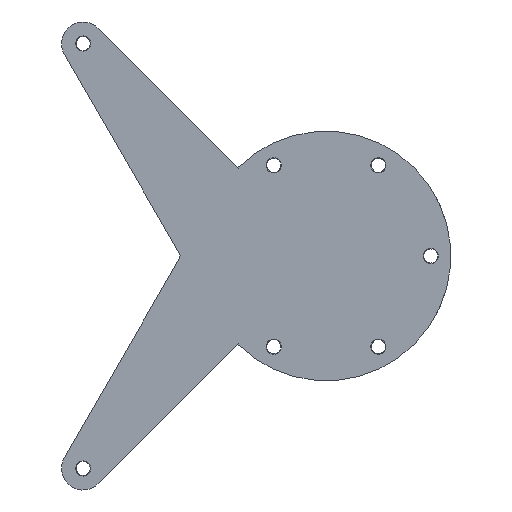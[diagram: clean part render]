
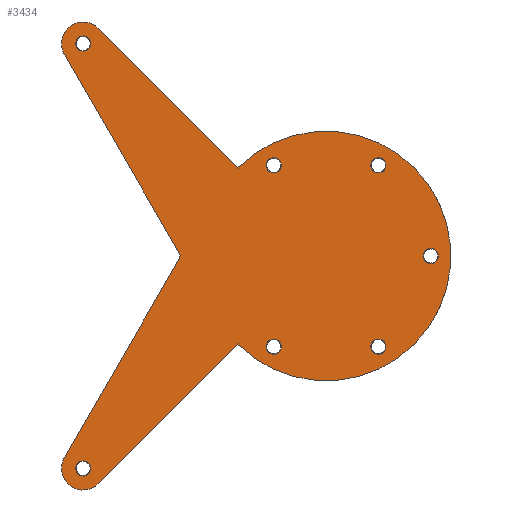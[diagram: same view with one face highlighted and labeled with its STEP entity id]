
A CAD part, front view. The second image highlights one B-rep face of the part: STEP entity #3434.
In plain terms, the highlighted planar face has unit normal (0, -1, 0).
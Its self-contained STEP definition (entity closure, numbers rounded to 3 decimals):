
#74=CARTESIAN_POINT('',(48.579,-4.132,0.));
#75=VERTEX_POINT('',#74);
#85=CARTESIAN_POINT('',(54.179,-4.132,0.));
#86=VERTEX_POINT('',#85);
#87=CARTESIAN_POINT('',(51.379,-4.132,0.0));
#88=DIRECTION('',(0.0,-1.0,0.0));
#89=DIRECTION('',(-1.0,0.0,0.));
#90=AXIS2_PLACEMENT_3D('',#87,#88,#89);
#91=CIRCLE('',#90,2.8);
#92=EDGE_CURVE('',#75,#86,#91,.T.);
#94=CARTESIAN_POINT('',(51.379,-4.132,0.0));
#95=DIRECTION('',(0.0,-1.0,0.0));
#96=DIRECTION('',(-1.0,0.0,0.));
#97=AXIS2_PLACEMENT_3D('',#94,#95,#96);
#98=CIRCLE('',#97,2.8);
#99=EDGE_CURVE('',#86,#75,#98,.T.);
#178=CARTESIAN_POINT('',(30.579,-4.132,31.177));
#179=VERTEX_POINT('',#178);
#186=CARTESIAN_POINT('',(33.379,-4.132,36.027));
#187=VERTEX_POINT('',#186);
#188=CARTESIAN_POINT('',(31.979,-4.132,33.602));
#189=DIRECTION('',(0.0,-1.,0.0));
#190=DIRECTION('',(-0.5,0.0,-0.866));
#191=AXIS2_PLACEMENT_3D('',#188,#189,#190);
#192=CIRCLE('',#191,2.8);
#193=EDGE_CURVE('',#179,#187,#192,.T.);
#195=CARTESIAN_POINT('',(31.979,-4.132,33.602));
#196=DIRECTION('',(0.0,-1.,0.0));
#197=DIRECTION('',(-0.5,0.0,-0.866));
#198=AXIS2_PLACEMENT_3D('',#195,#196,#197);
#199=CIRCLE('',#198,2.8);
#200=EDGE_CURVE('',#187,#179,#199,.T.);
#280=CARTESIAN_POINT('',(-5.421,-4.132,31.177));
#281=VERTEX_POINT('',#280);
#288=CARTESIAN_POINT('',(-8.221,-4.132,36.027));
#289=VERTEX_POINT('',#288);
#290=CARTESIAN_POINT('',(-6.821,-4.132,33.602));
#291=DIRECTION('',(0.0,-1.0,0.0));
#292=DIRECTION('',(0.5,0.0,-0.866));
#293=AXIS2_PLACEMENT_3D('',#290,#291,#292);
#294=CIRCLE('',#293,2.8);
#295=EDGE_CURVE('',#281,#289,#294,.T.);
#297=CARTESIAN_POINT('',(-6.821,-4.132,33.602));
#298=DIRECTION('',(0.0,-1.0,0.0));
#299=DIRECTION('',(0.5,0.0,-0.866));
#300=AXIS2_PLACEMENT_3D('',#297,#298,#299);
#301=CIRCLE('',#300,2.8);
#302=EDGE_CURVE('',#289,#281,#301,.T.);
#382=CARTESIAN_POINT('',(30.579,-4.132,-31.177));
#383=VERTEX_POINT('',#382);
#390=CARTESIAN_POINT('',(33.379,-4.132,-36.027));
#391=VERTEX_POINT('',#390);
#392=CARTESIAN_POINT('',(31.979,-4.132,-33.602));
#393=DIRECTION('',(0.0,-1.0,0.0));
#394=DIRECTION('',(-0.5,0.0,0.866));
#395=AXIS2_PLACEMENT_3D('',#392,#393,#394);
#396=CIRCLE('',#395,2.8);
#397=EDGE_CURVE('',#383,#391,#396,.T.);
#399=CARTESIAN_POINT('',(31.979,-4.132,-33.602));
#400=DIRECTION('',(0.0,-1.0,0.0));
#401=DIRECTION('',(-0.5,0.0,0.866));
#402=AXIS2_PLACEMENT_3D('',#399,#400,#401);
#403=CIRCLE('',#402,2.8);
#404=EDGE_CURVE('',#391,#383,#403,.T.);
#484=CARTESIAN_POINT('',(-5.421,-4.132,-31.177));
#485=VERTEX_POINT('',#484);
#492=CARTESIAN_POINT('',(-8.221,-4.132,-36.027));
#493=VERTEX_POINT('',#492);
#494=CARTESIAN_POINT('',(-6.821,-4.132,-33.602));
#495=DIRECTION('',(0.0,-1.0,0.0));
#496=DIRECTION('',(0.5,0.0,0.866));
#497=AXIS2_PLACEMENT_3D('',#494,#495,#496);
#498=CIRCLE('',#497,2.8);
#499=EDGE_CURVE('',#485,#493,#498,.T.);
#501=CARTESIAN_POINT('',(-6.821,-4.132,-33.602));
#502=DIRECTION('',(0.0,-1.0,0.0));
#503=DIRECTION('',(0.5,0.0,0.866));
#504=AXIS2_PLACEMENT_3D('',#501,#502,#503);
#505=CIRCLE('',#504,2.8);
#506=EDGE_CURVE('',#493,#485,#505,.T.);
#1098=CARTESIAN_POINT('',(-20.132,-4.132,32.711));
#1099=VERTEX_POINT('',#1098);
#1100=CARTESIAN_POINT('',(-20.132,-4.132,-32.711));
#1101=VERTEX_POINT('',#1100);
#1102=CARTESIAN_POINT('',(12.579,-4.132,0.0));
#1103=DIRECTION('',(0.0,1.0,0.0));
#1104=DIRECTION('',(-1.0,0.0,0.));
#1105=AXIS2_PLACEMENT_3D('',#1102,#1103,#1104);
#1106=CIRCLE('',#1105,46.26);
#1107=EDGE_CURVE('',#1099,#1101,#1106,.T.);
#1765=CARTESIAN_POINT('',(-71.85,-4.132,84.429));
#1766=VERTEX_POINT('',#1765);
#1767=CARTESIAN_POINT('',(-84.435,-4.132,74.772));
#1768=VERTEX_POINT('',#1767);
#1769=CARTESIAN_POINT('',(-77.507,-4.132,78.772));
#1770=DIRECTION('',(0.0,-1.0,0.0));
#1771=DIRECTION('',(-1.0,0.0,0.));
#1772=AXIS2_PLACEMENT_3D('',#1769,#1770,#1771);
#1773=CIRCLE('',#1772,8.0);
#1774=EDGE_CURVE('',#1766,#1768,#1773,.T.);
#1838=CARTESIAN_POINT('',(-84.435,-4.132,-74.772));
#1839=VERTEX_POINT('',#1838);
#1868=CARTESIAN_POINT('',(-71.85,-4.132,-84.429));
#1869=VERTEX_POINT('',#1868);
#1876=CARTESIAN_POINT('',(-77.507,-4.132,-78.772));
#1877=DIRECTION('',(0.0,1.0,0.0));
#1878=DIRECTION('',(-1.0,0.0,0.));
#1879=AXIS2_PLACEMENT_3D('',#1876,#1877,#1878);
#1880=CIRCLE('',#1879,8.0);
#1881=EDGE_CURVE('',#1869,#1839,#1880,.T.);
#2403=CARTESIAN_POINT('',(-71.85,-4.132,84.429));
#2404=DIRECTION('',(0.707,0.0,-0.707));
#2405=VECTOR('',#2404,73.14);
#2406=LINE('',#2403,#2405);
#2407=EDGE_CURVE('',#1766,#1099,#2406,.T.);
#2496=CARTESIAN_POINT('',(-20.132,-4.132,-32.711));
#2497=DIRECTION('',(-0.707,0.0,-0.707));
#2498=VECTOR('',#2497,73.14);
#2499=LINE('',#2496,#2498);
#2500=EDGE_CURVE('',#1101,#1869,#2499,.T.);
#3165=CARTESIAN_POINT('',(-77.507,-4.132,-81.572));
#3166=VERTEX_POINT('',#3165);
#3173=CARTESIAN_POINT('',(-77.507,-4.132,-75.972));
#3174=VERTEX_POINT('',#3173);
#3175=CARTESIAN_POINT('',(-77.507,-4.132,-78.772));
#3176=DIRECTION('',(0.0,-1.0,0.0));
#3177=DIRECTION('',(0.0,0.0,-1.0));
#3178=AXIS2_PLACEMENT_3D('',#3175,#3176,#3177);
#3179=CIRCLE('',#3178,2.8);
#3180=EDGE_CURVE('',#3166,#3174,#3179,.T.);
#3182=CARTESIAN_POINT('',(-77.507,-4.132,-78.772));
#3183=DIRECTION('',(0.0,-1.0,0.0));
#3184=DIRECTION('',(0.0,0.0,-1.0));
#3185=AXIS2_PLACEMENT_3D('',#3182,#3183,#3184);
#3186=CIRCLE('',#3185,2.8);
#3187=EDGE_CURVE('',#3174,#3166,#3186,.T.);
#3307=CARTESIAN_POINT('',(-77.507,-4.132,81.572));
#3308=VERTEX_POINT('',#3307);
#3315=CARTESIAN_POINT('',(-77.507,-4.132,75.972));
#3316=VERTEX_POINT('',#3315);
#3317=CARTESIAN_POINT('',(-77.507,-4.132,78.772));
#3318=DIRECTION('',(0.0,1.0,0.0));
#3319=DIRECTION('',(0.0,0.0,1.0));
#3320=AXIS2_PLACEMENT_3D('',#3317,#3318,#3319);
#3321=CIRCLE('',#3320,2.8);
#3322=EDGE_CURVE('',#3316,#3308,#3321,.T.);
#3324=CARTESIAN_POINT('',(-77.507,-4.132,78.772));
#3325=DIRECTION('',(0.0,1.0,0.0));
#3326=DIRECTION('',(0.0,0.0,1.0));
#3327=AXIS2_PLACEMENT_3D('',#3324,#3325,#3326);
#3328=CIRCLE('',#3327,2.8);
#3329=EDGE_CURVE('',#3308,#3316,#3328,.T.);
#3342=CARTESIAN_POINT('',(-41.842,-4.132,-0.998));
#3343=VERTEX_POINT('',#3342);
#3344=CARTESIAN_POINT('',(-41.842,-4.132,0.998));
#3345=VERTEX_POINT('',#3344);
#3346=CARTESIAN_POINT('',(-43.581,-4.132,0.));
#3347=DIRECTION('',(0.0,-1.0,0.0));
#3348=DIRECTION('',(1.0,0.0,0.));
#3349=AXIS2_PLACEMENT_3D('',#3346,#3347,#3348);
#3350=ELLIPSE('',#3349,2.007,2.);
#3351=EDGE_CURVE('',#3343,#3345,#3350,.T.);
#3377=CARTESIAN_POINT('',(-84.435,-4.132,-74.772));
#3378=DIRECTION('',(0.5,0.,0.866));
#3379=VECTOR('',#3378,85.187);
#3380=LINE('',#3377,#3379);
#3381=EDGE_CURVE('',#1839,#3343,#3380,.T.);
#3386=CARTESIAN_POINT('',(58.84,-4.132,-86.773));
#3387=DIRECTION('',(0.0,1.0,0.0));
#3388=DIRECTION('',(-1.0,0.0,0.0));
#3389=AXIS2_PLACEMENT_3D('',#3386,#3387,#3388);
#3390=PLANE('',#3389);
#3391=ORIENTED_EDGE('',*,*,#3351,.F.);
#3392=ORIENTED_EDGE('',*,*,#3381,.F.);
#3393=ORIENTED_EDGE('',*,*,#1881,.F.);
#3394=ORIENTED_EDGE('',*,*,#2500,.F.);
#3395=ORIENTED_EDGE('',*,*,#1107,.F.);
#3396=ORIENTED_EDGE('',*,*,#2407,.F.);
#3397=ORIENTED_EDGE('',*,*,#1774,.T.);
#3398=CARTESIAN_POINT('',(-84.435,-4.132,74.772));
#3399=DIRECTION('',(0.5,0.0,-0.866));
#3400=VECTOR('',#3399,85.187);
#3401=LINE('',#3398,#3400);
#3402=EDGE_CURVE('',#1768,#3345,#3401,.T.);
#3403=ORIENTED_EDGE('',*,*,#3402,.T.);
#3404=EDGE_LOOP('',(#3391,#3392,#3393,#3394,#3395,#3396,#3397,#3403));
#3405=FACE_OUTER_BOUND('',#3404,.T.);
#3406=ORIENTED_EDGE('',*,*,#99,.F.);
#3407=ORIENTED_EDGE('',*,*,#92,.F.);
#3408=EDGE_LOOP('',(#3406,#3407));
#3409=FACE_BOUND('',#3408,.T.);
#3410=ORIENTED_EDGE('',*,*,#200,.F.);
#3411=ORIENTED_EDGE('',*,*,#193,.F.);
#3412=EDGE_LOOP('',(#3410,#3411));
#3413=FACE_BOUND('',#3412,.T.);
#3414=ORIENTED_EDGE('',*,*,#302,.F.);
#3415=ORIENTED_EDGE('',*,*,#295,.F.);
#3416=EDGE_LOOP('',(#3414,#3415));
#3417=FACE_BOUND('',#3416,.T.);
#3418=ORIENTED_EDGE('',*,*,#404,.F.);
#3419=ORIENTED_EDGE('',*,*,#397,.F.);
#3420=EDGE_LOOP('',(#3418,#3419));
#3421=FACE_BOUND('',#3420,.T.);
#3422=ORIENTED_EDGE('',*,*,#506,.F.);
#3423=ORIENTED_EDGE('',*,*,#499,.F.);
#3424=EDGE_LOOP('',(#3422,#3423));
#3425=FACE_BOUND('',#3424,.T.);
#3426=ORIENTED_EDGE('',*,*,#3187,.F.);
#3427=ORIENTED_EDGE('',*,*,#3180,.F.);
#3428=EDGE_LOOP('',(#3426,#3427));
#3429=FACE_BOUND('',#3428,.T.);
#3430=ORIENTED_EDGE('',*,*,#3329,.T.);
#3431=ORIENTED_EDGE('',*,*,#3322,.T.);
#3432=EDGE_LOOP('',(#3430,#3431));
#3433=FACE_BOUND('',#3432,.T.);
#3434=ADVANCED_FACE('',(#3405,#3409,#3413,#3417,#3421,#3425,#3429,#3433),#3390,.F.);
